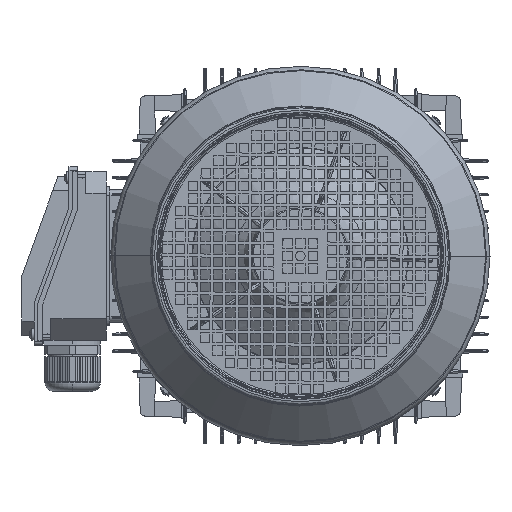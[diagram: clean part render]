
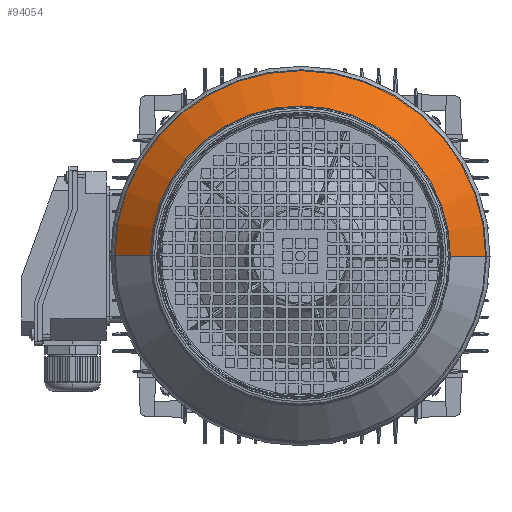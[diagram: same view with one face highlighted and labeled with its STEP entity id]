
A CAD part, left-side view. The second image highlights one B-rep face of the part: STEP entity #94054.
In plain terms, the highlighted conical face has half-angle 45 degrees and reference radius 124.586 mm.
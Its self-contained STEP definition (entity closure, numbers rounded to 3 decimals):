
#19952 = CARTESIAN_POINT ( 'NONE',  ( 161.414, 0., 0. ) ) ;
#19953 = AXIS2_PLACEMENT_3D ( 'NONE', #19952, #20021, #20020 ) ;
#19954 = CONICAL_SURFACE ( 'NONE', #19953, 124.586, 0.785 ) ;
#19955 = FACE_OUTER_BOUND ( 'NONE', #94055, .T. ) ;
#20020 = DIRECTION ( 'NONE',  ( 0., 0., 1. ) ) ;
#20021 = DIRECTION ( 'NONE',  ( -1., 0., 0. ) ) ;
#20177 = DIRECTION ( 'NONE',  ( 0., 0., 1. ) ) ;
#20178 = DIRECTION ( 'NONE',  ( -1., 0., 0. ) ) ;
#20179 = AXIS2_PLACEMENT_3D ( 'NONE', #20184, #20178, #20177 ) ;
#20180 = CIRCLE ( 'NONE', #20179, 154.571 ) ;
#20184 = CARTESIAN_POINT ( 'NONE',  ( 131.429, 0., 0. ) ) ;
#74274 = VERTEX_POINT ( 'NONE', #179824 ) ;
#74408 = EDGE_CURVE ( 'NONE', #74570, #74414, #179997, .T. ) ;
#74414 = VERTEX_POINT ( 'NONE', #180099 ) ;
#74462 = VERTEX_POINT ( 'NONE', #180116 ) ;
#74568 = EDGE_CURVE ( 'NONE', #74570, #74462, #180355, .T. ) ;
#74570 = VERTEX_POINT ( 'NONE', #180346 ) ;
#74580 = EDGE_CURVE ( 'NONE', #74462, #74274, #180446, .T. ) ;
#94054 = ADVANCED_FACE ( 'NONE', ( #19955 ), #19954, .T. ) ;
#94055 = EDGE_LOOP ( 'NONE', ( #94056, #94057, #94059, #94060 ) ) ;
#94056 = ORIENTED_EDGE ( 'NONE', *, *, #74408, .F. ) ;
#94057 = ORIENTED_EDGE ( 'NONE', *, *, #74568, .T. ) ;
#94059 = ORIENTED_EDGE ( 'NONE', *, *, #74580, .T. ) ;
#94060 = ORIENTED_EDGE ( 'NONE', *, *, #94133, .F. ) ;
#94133 = EDGE_CURVE ( 'NONE', #74414, #74274, #20180, .T. ) ;
#179824 = CARTESIAN_POINT ( 'NONE',  ( 131.429, 0., 154.571 ) ) ;
#179992 = DIRECTION ( 'NONE',  ( -0.707, 0., -0.707 ) ) ;
#179994 = VECTOR ( 'NONE', #179992, 1000. ) ;
#179996 = CARTESIAN_POINT ( 'NONE',  ( 161.414, 0., -124.586 ) ) ;
#179997 = LINE ( 'NONE', #179996, #179994 ) ;
#180099 = CARTESIAN_POINT ( 'NONE',  ( 131.429, 0., -154.571 ) ) ;
#180116 = CARTESIAN_POINT ( 'NONE',  ( 161.414, 0., 124.586 ) ) ;
#180346 = CARTESIAN_POINT ( 'NONE',  ( 161.414, 0., -124.586 ) ) ;
#180348 = DIRECTION ( 'NONE',  ( 0., 0., 1. ) ) ;
#180350 = DIRECTION ( 'NONE',  ( -1., 0., 0. ) ) ;
#180352 = CARTESIAN_POINT ( 'NONE',  ( 161.414, 0., 0. ) ) ;
#180353 = AXIS2_PLACEMENT_3D ( 'NONE', #180352, #180350, #180348 ) ;
#180355 = CIRCLE ( 'NONE', #180353, 124.586 ) ;
#180443 = DIRECTION ( 'NONE',  ( -0.707, 0., 0.707 ) ) ;
#180444 = VECTOR ( 'NONE', #180443, 1000. ) ;
#180445 = CARTESIAN_POINT ( 'NONE',  ( 161.414, 0., 124.586 ) ) ;
#180446 = LINE ( 'NONE', #180445, #180444 ) ;
